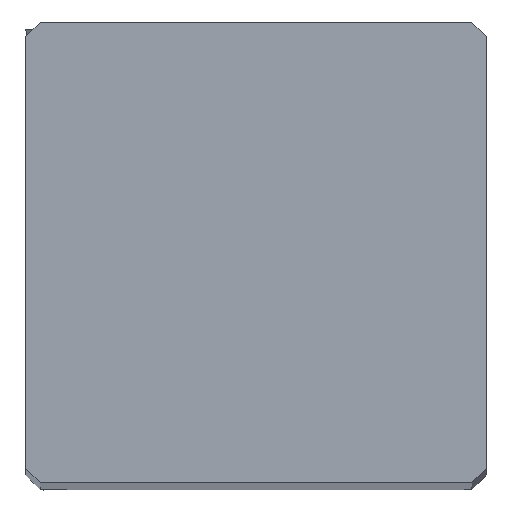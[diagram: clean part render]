
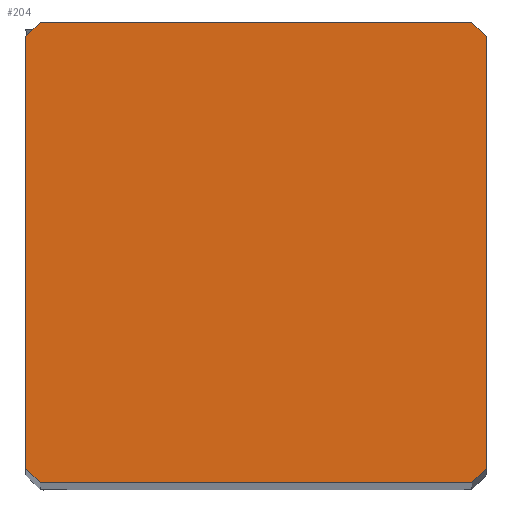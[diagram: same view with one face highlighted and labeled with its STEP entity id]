
A CAD part, top view. The second image highlights one B-rep face of the part: STEP entity #204.
In plain terms, the highlighted planar face has unit normal (0, 0, 1).
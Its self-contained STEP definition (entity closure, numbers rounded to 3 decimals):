
#133=FACE_OUTER_BOUND('',#320,.T.);
#204=ADVANCED_FACE('',(#133),#264,.T.);
#264=PLANE('',#1560);
#320=EDGE_LOOP('',(#533,#534,#535,#536,#537,#538,#539,#540));
#533=ORIENTED_EDGE('',*,*,#991,.F.);
#534=ORIENTED_EDGE('',*,*,#992,.F.);
#535=ORIENTED_EDGE('',*,*,#939,.F.);
#536=ORIENTED_EDGE('',*,*,#935,.T.);
#537=ORIENTED_EDGE('',*,*,#993,.F.);
#538=ORIENTED_EDGE('',*,*,#994,.F.);
#539=ORIENTED_EDGE('',*,*,#995,.F.);
#540=ORIENTED_EDGE('',*,*,#990,.T.);
#789=VERTEX_POINT('',#2182);
#790=VERTEX_POINT('',#2184);
#793=VERTEX_POINT('',#2192);
#829=VERTEX_POINT('',#2292);
#830=VERTEX_POINT('',#2294);
#831=VERTEX_POINT('',#2298);
#832=VERTEX_POINT('',#2301);
#833=VERTEX_POINT('',#2303);
#935=EDGE_CURVE('',#790,#789,#1238,.T.);
#939=EDGE_CURVE('',#790,#793,#1240,.T.);
#990=EDGE_CURVE('',#829,#830,#1280,.T.);
#991=EDGE_CURVE('',#831,#830,#1281,.T.);
#992=EDGE_CURVE('',#793,#831,#1282,.T.);
#993=EDGE_CURVE('',#832,#789,#1283,.T.);
#994=EDGE_CURVE('',#833,#832,#1284,.T.);
#995=EDGE_CURVE('',#829,#833,#1285,.T.);
#1238=LINE('',#2183,#1352);
#1240=LINE('',#2191,#1354);
#1280=LINE('',#2295,#1394);
#1281=LINE('',#2297,#1395);
#1282=LINE('',#2299,#1396);
#1283=LINE('',#2300,#1397);
#1284=LINE('',#2302,#1398);
#1285=LINE('',#2304,#1399);
#1352=VECTOR('',#1772,1.);
#1354=VECTOR('',#1780,1.);
#1394=VECTOR('',#1864,1.);
#1395=VECTOR('',#1867,1.);
#1396=VECTOR('',#1868,1.);
#1397=VECTOR('',#1869,1.);
#1398=VECTOR('',#1870,1.);
#1399=VECTOR('',#1871,1.);
#1560=AXIS2_PLACEMENT_3D('',#2305,#1872,#1873);
#1772=DIRECTION('',(1.,0.,0.));
#1780=DIRECTION('',(-0.707,0.707,0.));
#1864=DIRECTION('',(-1.,0.,0.));
#1867=DIRECTION('',(0.707,0.707,0.));
#1868=DIRECTION('',(0.,1.,0.));
#1869=DIRECTION('',(-0.707,-0.707,0.));
#1870=DIRECTION('',(0.,-1.,0.));
#1871=DIRECTION('',(0.707,-0.707,0.));
#1872=DIRECTION('',(0.,0.,1.));
#1873=DIRECTION('',(-1.,0.,0.));
#2182=CARTESIAN_POINT('',(-0.5,0.,0.));
#2183=CARTESIAN_POINT('',(-15.5,0.,0.));
#2184=CARTESIAN_POINT('',(-15.5,0.,0.));
#2191=CARTESIAN_POINT('',(-15.5,0.,0.));
#2192=CARTESIAN_POINT('',(-16.,0.5,0.));
#2292=CARTESIAN_POINT('',(-0.5,16.,0.));
#2294=CARTESIAN_POINT('',(-15.5,16.,0.));
#2295=CARTESIAN_POINT('',(-0.5,16.,0.));
#2297=CARTESIAN_POINT('',(-16.,15.5,0.));
#2298=CARTESIAN_POINT('',(-16.,15.5,0.));
#2299=CARTESIAN_POINT('',(-16.,0.5,0.));
#2300=CARTESIAN_POINT('',(0.,0.5,0.));
#2301=CARTESIAN_POINT('',(0.,0.5,0.));
#2302=CARTESIAN_POINT('',(0.,15.5,0.));
#2303=CARTESIAN_POINT('',(0.,15.5,0.));
#2304=CARTESIAN_POINT('',(-0.5,16.,0.));
#2305=CARTESIAN_POINT('',(-8.,8.,0.));
